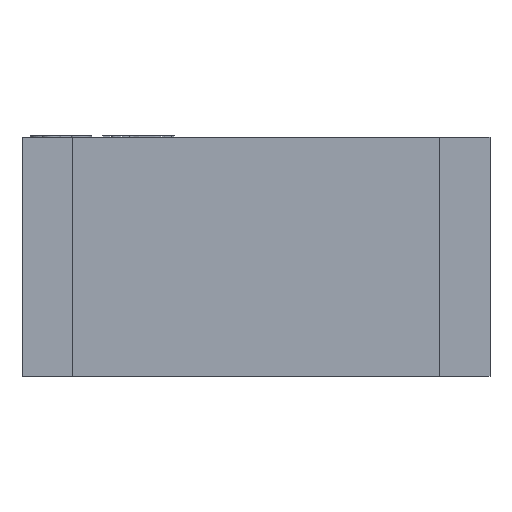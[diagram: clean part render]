
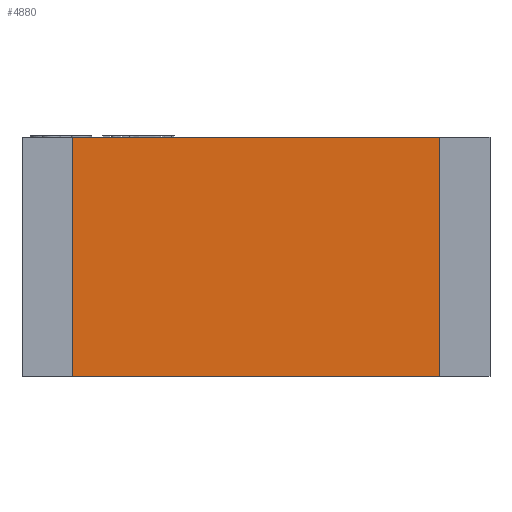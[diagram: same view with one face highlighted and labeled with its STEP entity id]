
A CAD part, front view. The second image highlights one B-rep face of the part: STEP entity #4880.
In plain terms, the highlighted planar face has unit normal (0, -1, 0).
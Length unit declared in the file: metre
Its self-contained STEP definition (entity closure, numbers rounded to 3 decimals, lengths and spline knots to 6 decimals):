
#1545=ORIENTED_EDGE('',*,*,#2419,.F.);
#1546=ORIENTED_EDGE('',*,*,#2420,.F.);
#1547=ORIENTED_EDGE('',*,*,#2421,.F.);
#1548=ORIENTED_EDGE('',*,*,#2415,.F.);
#2415=EDGE_CURVE('',#2877,#2878,#3269,.T.);
#2419=EDGE_CURVE('',#2881,#2877,#3273,.T.);
#2420=EDGE_CURVE('',#2882,#2881,#3274,.T.);
#2421=EDGE_CURVE('',#2878,#2882,#3275,.T.);
#2877=VERTEX_POINT('',#9739);
#2878=VERTEX_POINT('',#9740);
#2881=VERTEX_POINT('',#9748);
#2882=VERTEX_POINT('',#9750);
#3269=LINE('',#9738,#3669);
#3273=LINE('',#9747,#3673);
#3274=LINE('',#9749,#3674);
#3275=LINE('',#9751,#3675);
#3669=VECTOR('',#8032,1.);
#3673=VECTOR('',#8038,1.);
#3674=VECTOR('',#8039,1.);
#3675=VECTOR('',#8040,1.);
#3944=EDGE_LOOP('',(#1545,#1546,#1547,#1548));
#4217=FACE_BOUND('',#3944,.T.);
#4387=PLANE('',#6787);
#4880=ADVANCED_FACE('',(#4217),#4387,.F.);
#6787=AXIS2_PLACEMENT_3D('',#9746,#8036,#8037);
#8032=DIRECTION('',(0.,0.,-1.));
#8036=DIRECTION('',(0.,1.,0.));
#8037=DIRECTION('',(1.,0.,0.));
#8038=DIRECTION('',(1.,0.,0.));
#8039=DIRECTION('',(0.,0.,1.));
#8040=DIRECTION('',(-1.,0.,0.));
#9738=CARTESIAN_POINT('',(0.001615,0.00001,-0.00083));
#9739=CARTESIAN_POINT('',(0.001615,0.00001,0.00083));
#9740=CARTESIAN_POINT('',(0.001615,0.00001,-0.00083));
#9746=CARTESIAN_POINT('',(0.,0.00001,0.));
#9747=CARTESIAN_POINT('',(-0.001615,0.00001,0.00083));
#9748=CARTESIAN_POINT('',(-0.001275,0.00001,0.00083));
#9749=CARTESIAN_POINT('',(-0.001275,0.00001,-0.00083));
#9750=CARTESIAN_POINT('',(-0.001275,0.00001,-0.00083));
#9751=CARTESIAN_POINT('',(-0.001615,0.00001,-0.00083));
